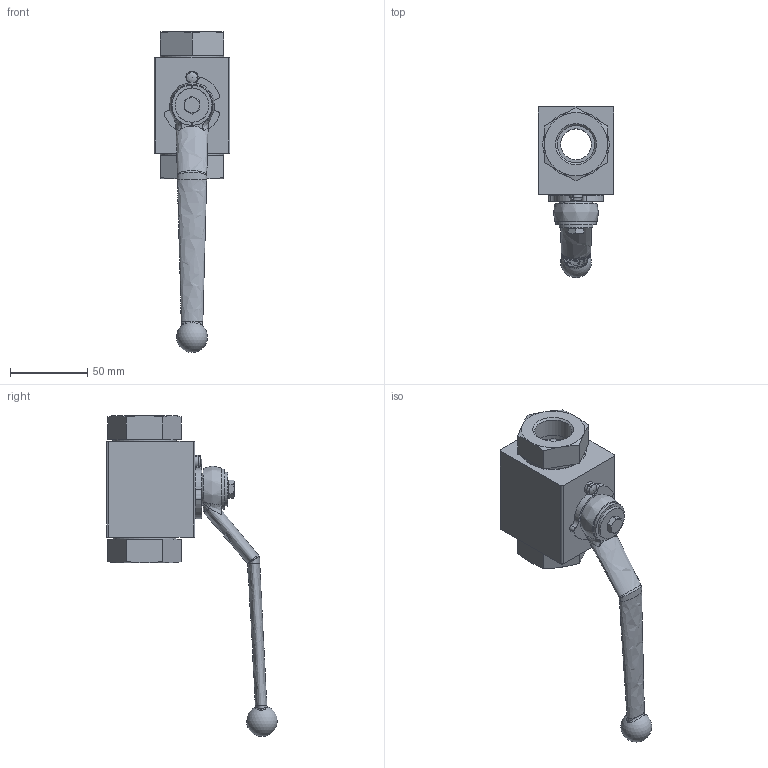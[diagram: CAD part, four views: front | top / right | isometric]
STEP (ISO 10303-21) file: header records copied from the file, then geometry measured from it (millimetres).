
FILE_DESCRIPTION(/* description */ (''),/* implementation_level */ '2;1');
FILE_NAME(/* name */ '99907-01-409-28126.stp',/* time_stamp */ '2020-09-30T10:35:58+02:00',/* author */ ('dh'),/* organization */ (''),/* preprocessor_version */ 'ST-DEVELOPER v17',/* originating_system */ 'Autodesk Inventor 2018',/* authorisation */ '');
FILE_SCHEMA (('AUTOMOTIVE_DESIGN { 1 0 10303 214 3 1 1 }'));
Length unit declared in the file: millimetre
Products named in the file (1): 99907-01-409-28126
Bounding box: 49 x 110.5 x 207.65 mm (x, y, z)
Volume: 218295.6 mm3; surface area: 44065.6 mm2
Topology: 1 solids, 2 shells, 207 faces, 591 edges, 389 vertices
Faces by surface type: plane 108, cylinder 46, cone 31, bspline 15, torus 5, sphere 2
Full cylindrical faces by diameter (mm): 4.917 x1, 5.459 x1, 6 x1, 6.5 x1, 6.6 x1, 8.7 x1, 20 x1, 22 x1, 24.117 x2, 26 x1, 26.7 x2, 41 x2, 43 x2
Entity records: 8255 total; most frequent: CARTESIAN_POINT 2597, ORIENTED_EDGE 1172, DIRECTION 1120, EDGE_CURVE 586, AXIS2_PLACEMENT_3D 434, VERTEX_POINT 388, LINE 252, VECTOR 252
